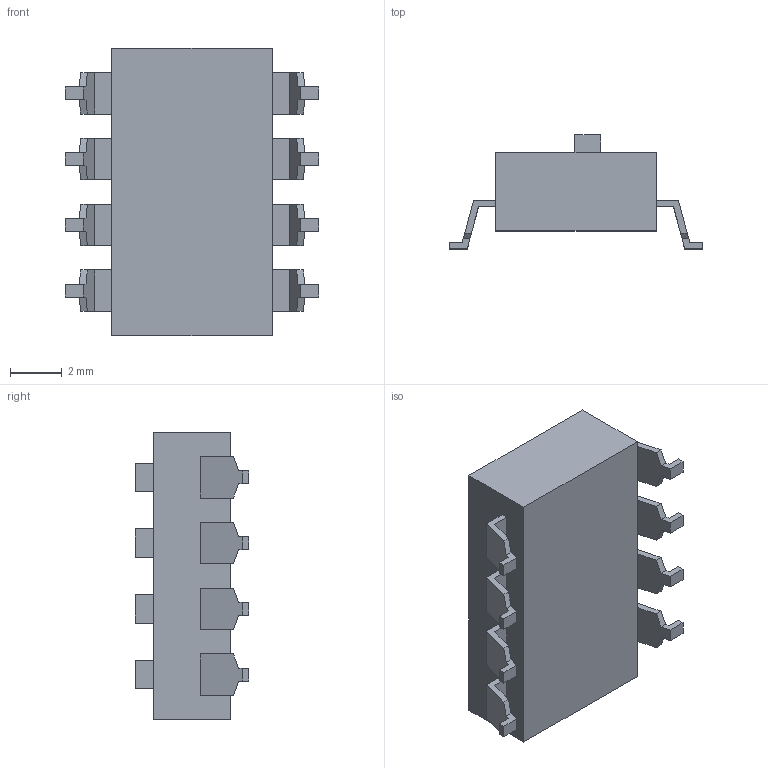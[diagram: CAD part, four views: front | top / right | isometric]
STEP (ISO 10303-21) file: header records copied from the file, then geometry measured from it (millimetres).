
FILE_DESCRIPTION (( 'STEP AP214' ), '1' );
FILE_NAME ('A6S-4104-H.STEP', '2023-03-08T17:33:26', ( '' ), ( '' ), 'SwSTEP 2.0', 'SolidWorks 2021', '' );
FILE_SCHEMA (( 'AUTOMOTIVE_DESIGN' ));
Length unit declared in the file: millimetre
Products named in the file (1): A6S-4104-H
Bounding box: 9.8 x 4.4 x 11.1 mm (x, y, z)
Volume: 210.4 mm3; surface area: 362.4 mm2
Topology: 13 solids, 13 shells, 162 faces, 396 edges, 264 vertices
Faces by surface type: plane 162
Entity records: 4802 total; most frequent: CARTESIAN_POINT 823, ORIENTED_EDGE 792, DIRECTION 722, EDGE_CURVE 396, VECTOR 396, LINE 396, VERTEX_POINT 264, EDGE_LOOP 166
